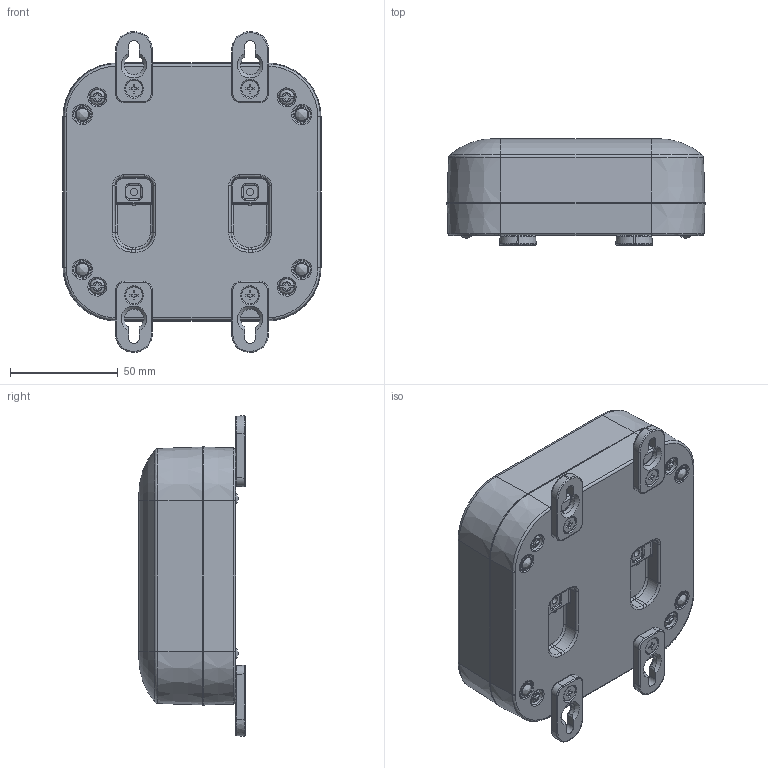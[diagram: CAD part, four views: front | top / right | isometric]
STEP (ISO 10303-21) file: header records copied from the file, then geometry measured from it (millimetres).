
FILE_DESCRIPTION (( 'STEP AP203' ), '1' );
FILE_NAME ('1557D2GY.step', '2020-11-14T14:37:16', ( 'ADC123' ), ( 'Microsoft' ), 'SwSTEP 2.0', 'SolidWorks 2019', '' );
FILE_SCHEMA (( 'CONFIG_CONTROL_DESIGN' ));
Length unit declared in the file: inch
Products named in the file (9): SC576 (screw M4-0.7X 20mm PN); 1557F Bottom; 1557D2GY; 1557F TOP; (screw #8X 3_8''''FH Self-tap plastite); Wall Mount Foot; IN-M4 (insert M4-0.7X5.75mm SS) KNURLS; PFR1421T4; 1557H Gaskets
Assembly tree (23 placements, depth 2):
  1557D2GY
    1557F Bottom
    1557F TOP
    1557H Gaskets
    IN-M4 (insert M4-0.7X5.75mm SS) KNURLS  x4
    SC576 (screw M4-0.7X 20mm PN)  x4
    Wall Mount Foot  x4
    PFR1421T4  x4
    (screw #8X 3_8''''FH Self-tap plastite)  x4
Bounding box: 120 x 49.5 x 148.94 mm (x, y, z)
Volume: 173339.9 mm3; surface area: 125491 mm2
Topology: 23 solids, 23 shells, 2803 faces, 7231 edges, 4616 vertices
Faces by surface type: bspline 1041, plane 925, cylinder 571, cone 234, torus 32
Full cylindrical faces by diameter (mm): 1.8 x12, 3.251 x4, 3.43 x4, 3.88 x4, 4.191 x4, 4.5 x4, 5 x1, 5.334 x4, 5.537 x8, 7.696 x4, 7.95 x4, 10 x1
Entity records: 86874 total; most frequent: CARTESIAN_POINT 43289, ORIENTED_EDGE 10000, DIRECTION 6256, EDGE_CURVE 5000, VERTEX_POINT 3232, EDGE_LOOP 2320, LINE 2280, VECTOR 2280
